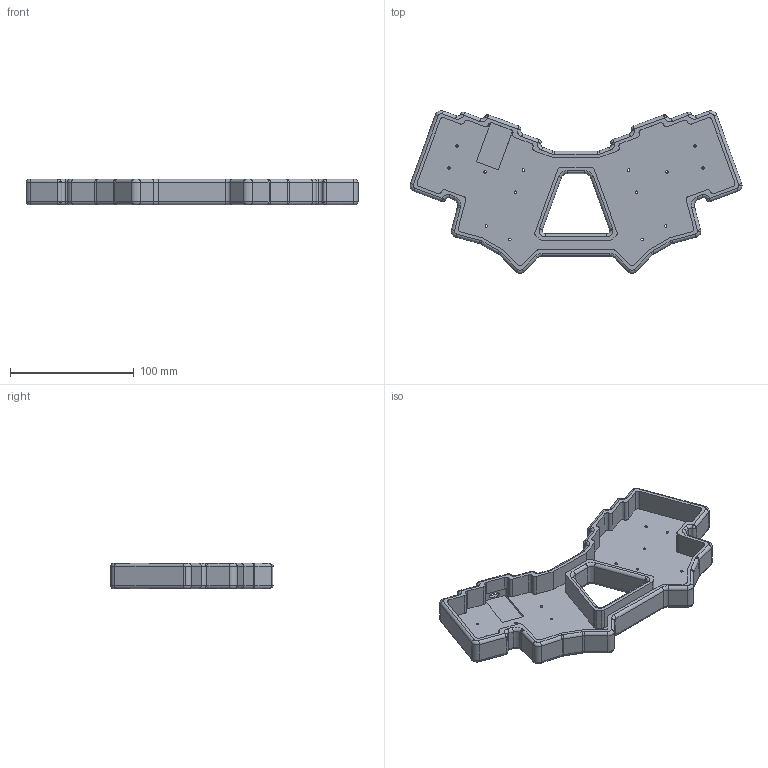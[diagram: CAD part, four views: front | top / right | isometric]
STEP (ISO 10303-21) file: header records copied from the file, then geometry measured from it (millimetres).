
FILE_DESCRIPTION(('HOOPS Exchange Step'),'2;1');
FILE_NAME('temp_export','2022-10-18T14:27:12-04:00',('mobile'),('Shapr3D Limited'),'HOOPS Exchange 2022.1','Shapr3D','Authorized');
FILE_SCHEMA( ('AP203_CONFIGURATION_CONTROLLED_3D_DESIGN_OF_MECHANICAL_PARTS_AND_ASSEMBLIES_MIM_LF') );
Length unit declared in the file: millimetre
Products named in the file (1): Case
Bounding box: 268.76 x 131.56 x 20.6 mm (x, y, z)
Volume: 145883.5 mm3; surface area: 77540.3 mm2
Topology: 1 solids, 1 shells, 440 faces, 1139 edges, 696 vertices
Faces by surface type: cylinder 217, plane 111, torus 76, bspline 32, sphere 4
Full cylindrical faces by diameter (mm): 2 x14, 3.6 x14
Entity records: 18544 total; most frequent: CARTESIAN_POINT 7487, DIRECTION 2509, ORIENTED_EDGE 2238, EDGE_CURVE 1119, AXIS2_PLACEMENT_3D 1015, VERTEX_POINT 696, CIRCLE 574, EDGE_LOOP 487
